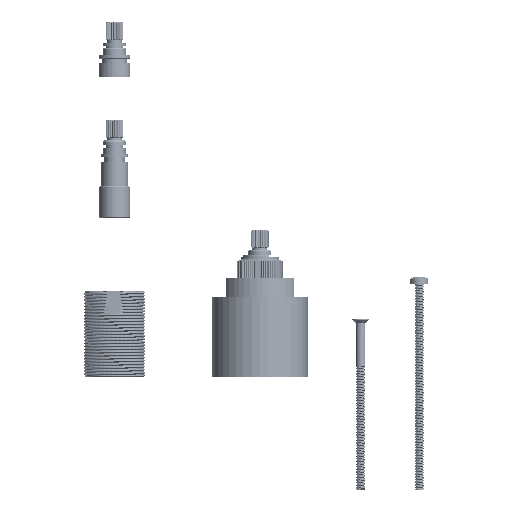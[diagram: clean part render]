
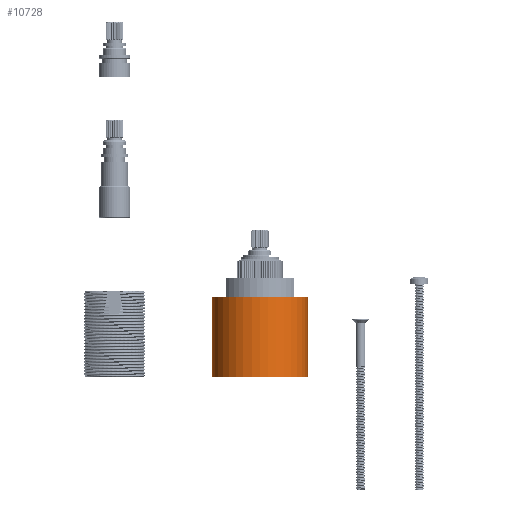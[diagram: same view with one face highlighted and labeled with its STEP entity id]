
A CAD part, left-side view. The second image highlights one B-rep face of the part: STEP entity #10728.
In plain terms, the highlighted cylindrical face has radius 21 mm (diameter 42 mm), a partial arc.
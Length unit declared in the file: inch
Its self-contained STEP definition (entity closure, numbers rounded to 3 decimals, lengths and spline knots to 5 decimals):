
#3206=CARTESIAN_POINT('',(0.,0.,1.37791));
#3207=DIRECTION('',(0.,0.,-1.));
#3208=DIRECTION('',(0.,-1.,0.));
#3209=AXIS2_PLACEMENT_3D('',#3206,#3207,#3208);
#3224=CARTESIAN_POINT('',(0.,0.,0.));
#3225=DIRECTION('',(0.,0.,-1.));
#3226=DIRECTION('',(0.,-1.,0.));
#3227=AXIS2_PLACEMENT_3D('',#3224,#3225,#3226);
#3229=DIRECTION('',(0.,0.,1.));
#3230=VECTOR('',#3229,1.37791);
#3231=CARTESIAN_POINT('',(0.,-0.82677,0.));
#3232=LINE('',#3231,#3230);
#3233=DIRECTION('',(0.,0.,1.));
#3234=VECTOR('',#3233,1.37791);
#3235=CARTESIAN_POINT('',(0.,0.82677,0.));
#3236=LINE('',#3235,#3234);
#5564=CARTESIAN_POINT('',(0.,-0.82677,0.));
#5565=CARTESIAN_POINT('',(0.,-0.82677,1.37791));
#5566=VERTEX_POINT('',#5564);
#5567=VERTEX_POINT('',#5565);
#5568=CARTESIAN_POINT('',(0.,0.82677,0.));
#5569=CARTESIAN_POINT('',(0.,0.82677,1.37791));
#5570=VERTEX_POINT('',#5568);
#5571=VERTEX_POINT('',#5569);
#10714=CARTESIAN_POINT('',(0.,0.,1.77756));
#10715=DIRECTION('',(0.,0.,-1.));
#10716=DIRECTION('',(0.,1.,0.));
#10717=AXIS2_PLACEMENT_3D('',#10714,#10715,#10716);
#10718=CYLINDRICAL_SURFACE('',#10717,0.82677);
#10720=ORIENTED_EDGE('',*,*,#10719,.F.);
#10722=ORIENTED_EDGE('',*,*,#10721,.T.);
#10724=ORIENTED_EDGE('',*,*,#10723,.T.);
#10725=ORIENTED_EDGE('',*,*,#10701,.F.);
#10726=EDGE_LOOP('',(#10720,#10722,#10724,#10725));
#10727=FACE_OUTER_BOUND('',#10726,.F.);
#10728=ADVANCED_FACE('',(#10727),#10718,.T.);
#3210=CIRCLE('',#3209,0.82677);
#3228=CIRCLE('',#3227,0.82677);
#10701=EDGE_CURVE('',#5567,#5571,#3210,.T.);
#10719=EDGE_CURVE('',#5566,#5567,#3232,.T.);
#10721=EDGE_CURVE('',#5566,#5570,#3228,.T.);
#10723=EDGE_CURVE('',#5570,#5571,#3236,.T.);
